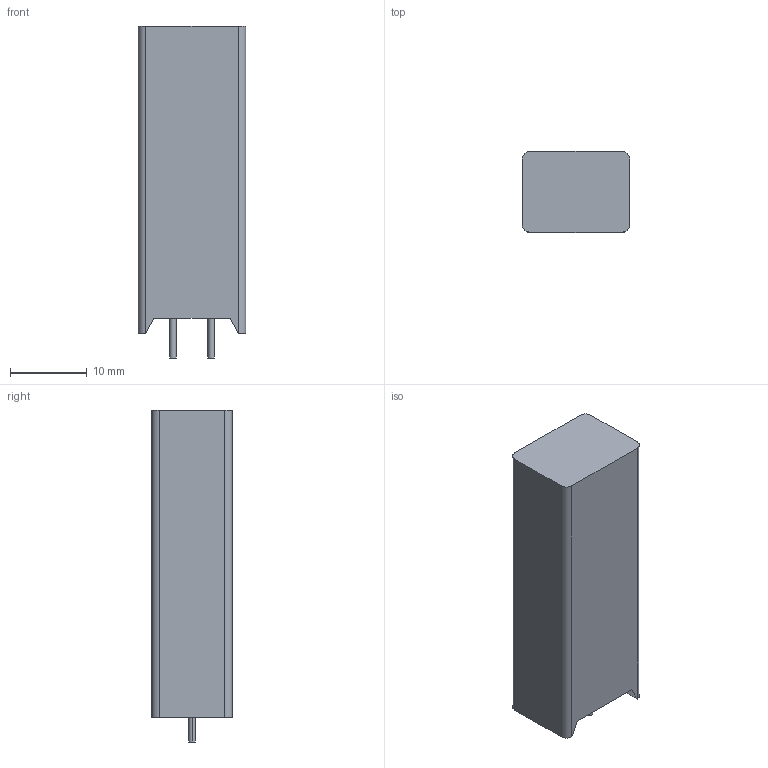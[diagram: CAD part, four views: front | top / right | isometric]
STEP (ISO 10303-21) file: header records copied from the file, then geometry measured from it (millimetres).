
FILE_DESCRIPTION((''),'2;1');
FILE_NAME('RES_TYCO_SQM.stp','2013-10-23T08:43:19',(''),(''),'Mechanical Desktop 2011','Mechanical Desktop 2011',', , ');
FILE_SCHEMA(('AUTOMOTIVE_DESIGN { 1 2 10303 214 1 1 1 1 }'));
Length unit declared in the file: millimetre
Products named in the file (1): Product
Bounding box: 14 x 10.5 x 43.2 mm (x, y, z)
Volume: 5620.6 mm3; surface area: 2195.6 mm2
Topology: 3 solids, 3 shells, 22 faces, 44 edges, 28 vertices
Faces by surface type: plane 12, cylinder 8, bspline 2
Entity records: 622 total; most frequent: DIRECTION 102, CARTESIAN_POINT 101, ORIENTED_EDGE 88, EDGE_CURVE 44, AXIS2_PLACEMENT_3D 37, VERTEX_POINT 28, VECTOR 28, LINE 28
